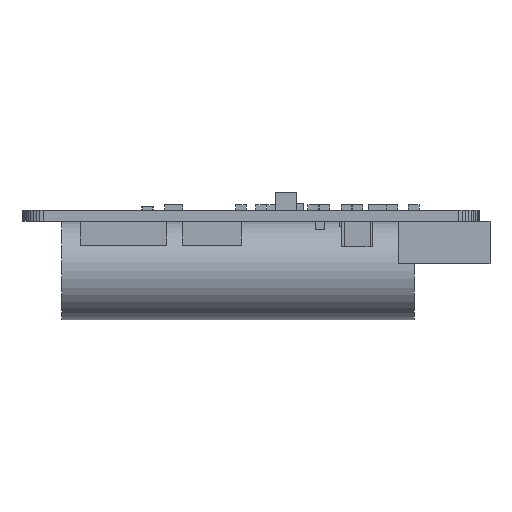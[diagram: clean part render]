
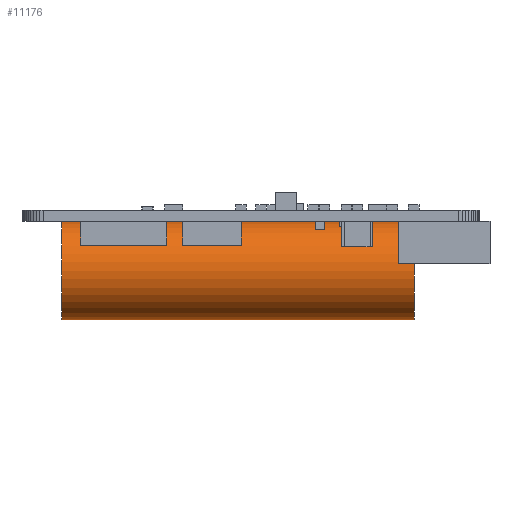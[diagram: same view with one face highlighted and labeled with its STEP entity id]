
A CAD part, left-side view. The second image highlights one B-rep face of the part: STEP entity #11176.
In plain terms, the highlighted cylindrical face has radius 7 mm (diameter 14 mm), a full revolution.
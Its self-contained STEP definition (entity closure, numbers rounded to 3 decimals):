
#11176 = ADVANCED_FACE('',(#11177),#11190,.T.);
#11177 = FACE_BOUND('',#11178,.T.);
#11178 = EDGE_LOOP('',(#11179,#11216,#11239,#11269));
#11179 = ORIENTED_EDGE('',*,*,#11180,.T.);
#11180 = EDGE_CURVE('',#11181,#11181,#11183,.T.);
#11181 = VERTEX_POINT('',#11182);
#11182 = CARTESIAN_POINT('',(7.,0.,0.));
#11183 = SURFACE_CURVE('',#11184,(#11189,#11200),.PCURVE_S1.);
#11184 = CIRCLE('',#11185,7.);
#11185 = AXIS2_PLACEMENT_3D('',#11186,#11187,#11188);
#11186 = CARTESIAN_POINT('',(0.,0.,0.));
#11187 = DIRECTION('',(0.,0.,1.));
#11188 = DIRECTION('',(1.,0.,0.));
#11189 = PCURVE('',#11190,#11195);
#11190 = CYLINDRICAL_SURFACE('',#11191,7.);
#11191 = AXIS2_PLACEMENT_3D('',#11192,#11193,#11194);
#11192 = CARTESIAN_POINT('',(0.,0.,0.));
#11193 = DIRECTION('',(0.,0.,-1.));
#11194 = DIRECTION('',(1.,0.,0.));
#11195 = DEFINITIONAL_REPRESENTATION('',(#11196),#11199);
#11196 = B_SPLINE_CURVE_WITH_KNOTS('',1,(#11197,#11198),.UNSPECIFIED.,
  .F.,.F.,(2,2),(0.,6.283),.PIECEWISE_BEZIER_KNOTS.);
#11197 = CARTESIAN_POINT('',(6.283,0.));
#11198 = CARTESIAN_POINT('',(0.,0.));
#11199 = ( GEOMETRIC_REPRESENTATION_CONTEXT(2) 
PARAMETRIC_REPRESENTATION_CONTEXT() REPRESENTATION_CONTEXT('2D SPACE',''
  ) );
#11200 = PCURVE('',#11201,#11206);
#11201 = PLANE('',#11202);
#11202 = AXIS2_PLACEMENT_3D('',#11203,#11204,#11205);
#11203 = CARTESIAN_POINT('',(7.,0.,0.));
#11204 = DIRECTION('',(0.,0.,-1.));
#11205 = DIRECTION('',(-1.,0.,0.));
#11206 = DEFINITIONAL_REPRESENTATION('',(#11207),#11215);
#11207 = ( BOUNDED_CURVE() B_SPLINE_CURVE(2,(#11208,#11209,#11210,#11211
    ,#11212,#11213,#11214),.UNSPECIFIED.,.F.,.F.) 
B_SPLINE_CURVE_WITH_KNOTS((1,2,2,2,2,1),(-2.094,0.,
    2.094,4.189,6.283,8.378),
.UNSPECIFIED.) CURVE() GEOMETRIC_REPRESENTATION_ITEM() 
RATIONAL_B_SPLINE_CURVE((1.,0.5,1.,0.5,1.,0.5,1.)) REPRESENTATION_ITEM(
  '') );
#11208 = CARTESIAN_POINT('',(0.,0.));
#11209 = CARTESIAN_POINT('',(0.,12.124));
#11210 = CARTESIAN_POINT('',(10.5,6.062));
#11211 = CARTESIAN_POINT('',(21.,0.));
#11212 = CARTESIAN_POINT('',(10.5,-6.062));
#11213 = CARTESIAN_POINT('',(0.,-12.124));
#11214 = CARTESIAN_POINT('',(0.,0.));
#11215 = ( GEOMETRIC_REPRESENTATION_CONTEXT(2) 
PARAMETRIC_REPRESENTATION_CONTEXT() REPRESENTATION_CONTEXT('2D SPACE',''
  ) );
#11216 = ORIENTED_EDGE('',*,*,#11217,.T.);
#11217 = EDGE_CURVE('',#11181,#11218,#11220,.T.);
#11218 = VERTEX_POINT('',#11219);
#11219 = CARTESIAN_POINT('',(7.,0.,50.));
#11220 = SEAM_CURVE('',#11221,(#11225,#11232),.PCURVE_S1.);
#11221 = LINE('',#11222,#11223);
#11222 = CARTESIAN_POINT('',(7.,0.,0.));
#11223 = VECTOR('',#11224,1.);
#11224 = DIRECTION('',(0.,0.,1.));
#11225 = PCURVE('',#11190,#11226);
#11226 = DEFINITIONAL_REPRESENTATION('',(#11227),#11231);
#11227 = LINE('',#11228,#11229);
#11228 = CARTESIAN_POINT('',(0.,0.));
#11229 = VECTOR('',#11230,1.);
#11230 = DIRECTION('',(0.,-1.));
#11231 = ( GEOMETRIC_REPRESENTATION_CONTEXT(2) 
PARAMETRIC_REPRESENTATION_CONTEXT() REPRESENTATION_CONTEXT('2D SPACE',''
  ) );
#11232 = PCURVE('',#11190,#11233);
#11233 = DEFINITIONAL_REPRESENTATION('',(#11234),#11238);
#11234 = LINE('',#11235,#11236);
#11235 = CARTESIAN_POINT('',(6.283,0.));
#11236 = VECTOR('',#11237,1.);
#11237 = DIRECTION('',(0.,-1.));
#11238 = ( GEOMETRIC_REPRESENTATION_CONTEXT(2) 
PARAMETRIC_REPRESENTATION_CONTEXT() REPRESENTATION_CONTEXT('2D SPACE',''
  ) );
#11239 = ORIENTED_EDGE('',*,*,#11240,.F.);
#11240 = EDGE_CURVE('',#11218,#11218,#11241,.T.);
#11241 = SURFACE_CURVE('',#11242,(#11247,#11253),.PCURVE_S1.);
#11242 = CIRCLE('',#11243,7.);
#11243 = AXIS2_PLACEMENT_3D('',#11244,#11245,#11246);
#11244 = CARTESIAN_POINT('',(0.,0.,50.));
#11245 = DIRECTION('',(0.,0.,1.));
#11246 = DIRECTION('',(1.,0.,0.));
#11247 = PCURVE('',#11190,#11248);
#11248 = DEFINITIONAL_REPRESENTATION('',(#11249),#11252);
#11249 = B_SPLINE_CURVE_WITH_KNOTS('',1,(#11250,#11251),.UNSPECIFIED.,
  .F.,.F.,(2,2),(0.,6.283),.PIECEWISE_BEZIER_KNOTS.);
#11250 = CARTESIAN_POINT('',(6.283,-50.));
#11251 = CARTESIAN_POINT('',(0.,-50.));
#11252 = ( GEOMETRIC_REPRESENTATION_CONTEXT(2) 
PARAMETRIC_REPRESENTATION_CONTEXT() REPRESENTATION_CONTEXT('2D SPACE',''
  ) );
#11253 = PCURVE('',#11254,#11259);
#11254 = PLANE('',#11255);
#11255 = AXIS2_PLACEMENT_3D('',#11256,#11257,#11258);
#11256 = CARTESIAN_POINT('',(7.,0.,50.));
#11257 = DIRECTION('',(0.,0.,-1.));
#11258 = DIRECTION('',(-1.,0.,0.));
#11259 = DEFINITIONAL_REPRESENTATION('',(#11260),#11268);
#11260 = ( BOUNDED_CURVE() B_SPLINE_CURVE(2,(#11261,#11262,#11263,#11264
    ,#11265,#11266,#11267),.UNSPECIFIED.,.F.,.F.) 
B_SPLINE_CURVE_WITH_KNOTS((1,2,2,2,2,1),(-2.094,0.,
    2.094,4.189,6.283,8.378),
.UNSPECIFIED.) CURVE() GEOMETRIC_REPRESENTATION_ITEM() 
RATIONAL_B_SPLINE_CURVE((1.,0.5,1.,0.5,1.,0.5,1.)) REPRESENTATION_ITEM(
  '') );
#11261 = CARTESIAN_POINT('',(0.,0.));
#11262 = CARTESIAN_POINT('',(0.,12.124));
#11263 = CARTESIAN_POINT('',(10.5,6.062));
#11264 = CARTESIAN_POINT('',(21.,0.));
#11265 = CARTESIAN_POINT('',(10.5,-6.062));
#11266 = CARTESIAN_POINT('',(0.,-12.124));
#11267 = CARTESIAN_POINT('',(0.,0.));
#11268 = ( GEOMETRIC_REPRESENTATION_CONTEXT(2) 
PARAMETRIC_REPRESENTATION_CONTEXT() REPRESENTATION_CONTEXT('2D SPACE',''
  ) );
#11269 = ORIENTED_EDGE('',*,*,#11217,.F.);
